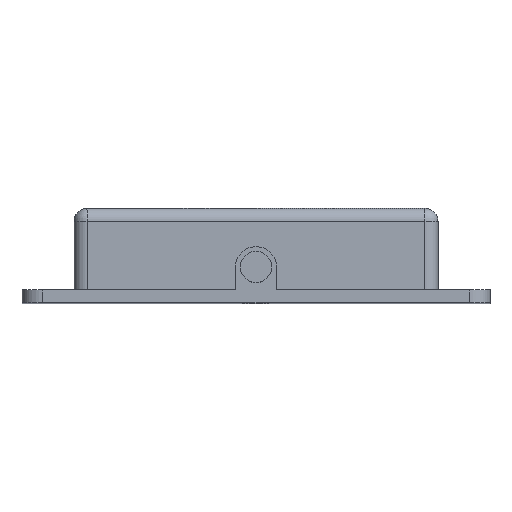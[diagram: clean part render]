
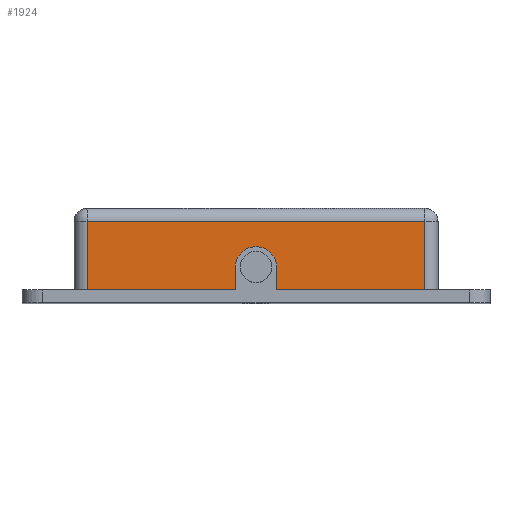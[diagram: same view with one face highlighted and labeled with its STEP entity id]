
A CAD part, top view. The second image highlights one B-rep face of the part: STEP entity #1924.
In plain terms, the highlighted planar face has unit normal (0, 0, 1).
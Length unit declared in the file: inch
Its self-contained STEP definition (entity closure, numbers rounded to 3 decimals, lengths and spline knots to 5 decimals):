
#14 = CARTESIAN_POINT ( 'NONE',  ( 1.625, 0.785, -0.5 ) ) ;
#29 = PLANE ( 'NONE',  #1795 ) ;
#117 = ORIENTED_EDGE ( 'NONE', *, *, #1720, .F. ) ;
#123 = LINE ( 'NONE', #1578, #1321 ) ;
#143 = CARTESIAN_POINT ( 'NONE',  ( -1.625, 0.66, -0.5 ) ) ;
#147 = VERTEX_POINT ( 'NONE', #914 ) ;
#165 = LINE ( 'NONE', #14, #1757 ) ;
#177 = EDGE_CURVE ( 'NONE', #2034, #275, #165, .T. ) ;
#200 = EDGE_CURVE ( 'NONE', #147, #904, #1986, .T. ) ;
#275 = VERTEX_POINT ( 'NONE', #1724 ) ;
#316 = EDGE_CURVE ( 'NONE', #571, #1838, #123, .T. ) ;
#336 = VECTOR ( 'NONE', #1218, 39.37008 ) ;
#348 = CARTESIAN_POINT ( 'NONE',  ( -1.625, 0.785, -0.5 ) ) ;
#357 = CARTESIAN_POINT ( 'NONE',  ( -1.625, 0., -0.5 ) ) ;
#389 = CARTESIAN_POINT ( 'NONE',  ( -1.625, 0., -0.5 ) ) ;
#444 = VECTOR ( 'NONE', #1954, 39.37008 ) ;
#459 = ORIENTED_EDGE ( 'NONE', *, *, #1896, .T. ) ;
#469 = VERTEX_POINT ( 'NONE', #1103 ) ;
#518 = ORIENTED_EDGE ( 'NONE', *, *, #1495, .T. ) ;
#519 = EDGE_CURVE ( 'NONE', #904, #469, #1499, .T. ) ;
#554 = CARTESIAN_POINT ( 'NONE',  ( -1.625, 0., -0.5 ) ) ;
#555 = LINE ( 'NONE', #357, #444 ) ;
#571 = VERTEX_POINT ( 'NONE', #1363 ) ;
#575 = VECTOR ( 'NONE', #1437, 39.37008 ) ;
#579 = VECTOR ( 'NONE', #751, 39.37008 ) ;
#611 = DIRECTION ( 'NONE',  ( 0., 1., 0. ) ) ;
#613 = ORIENTED_EDGE ( 'NONE', *, *, #316, .F. ) ;
#639 = DIRECTION ( 'NONE',  ( 0., 0., -1. ) ) ;
#651 = LINE ( 'NONE', #143, #1915 ) ;
#711 = DIRECTION ( 'NONE',  ( -1., 0., 0. ) ) ;
#751 = DIRECTION ( 'NONE',  ( 1., 0., 0. ) ) ;
#856 = DIRECTION ( 'NONE',  ( 0., 0., 1. ) ) ;
#891 = AXIS2_PLACEMENT_3D ( 'NONE', #1849, #856, #711 ) ;
#904 = VERTEX_POINT ( 'NONE', #554 ) ;
#914 = CARTESIAN_POINT ( 'NONE',  ( -1.625, 0.66, -0.5 ) ) ;
#916 = EDGE_CURVE ( 'NONE', #1299, #469, #1076, .T. ) ;
#1052 = CARTESIAN_POINT ( 'NONE',  ( -0.2, 0., -0.5 ) ) ;
#1073 = ORIENTED_EDGE ( 'NONE', *, *, #519, .T. ) ;
#1076 = LINE ( 'NONE', #1052, #336 ) ;
#1103 = CARTESIAN_POINT ( 'NONE',  ( -0.2, 0., -0.5 ) ) ;
#1108 = ORIENTED_EDGE ( 'NONE', *, *, #177, .F. ) ;
#1180 = CARTESIAN_POINT ( 'NONE',  ( 1.625, 0.66, -0.5 ) ) ;
#1218 = DIRECTION ( 'NONE',  ( 0., -1., 0. ) ) ;
#1274 = CARTESIAN_POINT ( 'NONE',  ( -1.625, 0.785, -0.5 ) ) ;
#1299 = VERTEX_POINT ( 'NONE', #1857 ) ;
#1300 = DIRECTION ( 'NONE',  ( -1., 0., 0. ) ) ;
#1321 = VECTOR ( 'NONE', #611, 39.37008 ) ;
#1346 = CIRCLE ( 'NONE', #891, 0.2 ) ;
#1363 = CARTESIAN_POINT ( 'NONE',  ( 0.2, 0., -0.5 ) ) ;
#1394 = DIRECTION ( 'NONE',  ( -1., 0., 0. ) ) ;
#1405 = ORIENTED_EDGE ( 'NONE', *, *, #916, .F. ) ;
#1409 = CARTESIAN_POINT ( 'NONE',  ( 0.2, 0.215, -0.5 ) ) ;
#1437 = DIRECTION ( 'NONE',  ( 0., -1., 0. ) ) ;
#1495 = EDGE_CURVE ( 'NONE', #2034, #147, #651, .T. ) ;
#1499 = LINE ( 'NONE', #389, #579 ) ;
#1578 = CARTESIAN_POINT ( 'NONE',  ( 0.2, 0., -0.5 ) ) ;
#1666 = FACE_OUTER_BOUND ( 'NONE', #1955, .T. ) ;
#1720 = EDGE_CURVE ( 'NONE', #1838, #1299, #1346, .T. ) ;
#1724 = CARTESIAN_POINT ( 'NONE',  ( 1.625, 0., -0.5 ) ) ;
#1757 = VECTOR ( 'NONE', #1763, 39.37008 ) ;
#1763 = DIRECTION ( 'NONE',  ( 0., -1., 0. ) ) ;
#1795 = AXIS2_PLACEMENT_3D ( 'NONE', #348, #639, #1300 ) ;
#1830 = ORIENTED_EDGE ( 'NONE', *, *, #200, .T. ) ;
#1838 = VERTEX_POINT ( 'NONE', #1409 ) ;
#1849 = CARTESIAN_POINT ( 'NONE',  ( 0., 0.215, -0.5 ) ) ;
#1857 = CARTESIAN_POINT ( 'NONE',  ( -0.2, 0.215, -0.5 ) ) ;
#1896 = EDGE_CURVE ( 'NONE', #571, #275, #555, .T. ) ;
#1915 = VECTOR ( 'NONE', #1394, 39.37008 ) ;
#1924 = ADVANCED_FACE ( 'NONE', ( #1666 ), #29, .F. ) ;
#1954 = DIRECTION ( 'NONE',  ( 1., 0., 0. ) ) ;
#1955 = EDGE_LOOP ( 'NONE', ( #1108, #518, #1830, #1073, #1405, #117, #613, #459 ) ) ;
#1986 = LINE ( 'NONE', #1274, #575 ) ;
#2034 = VERTEX_POINT ( 'NONE', #1180 ) ;
